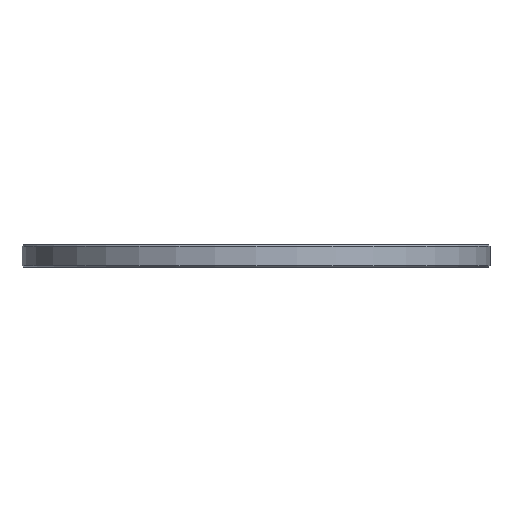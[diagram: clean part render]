
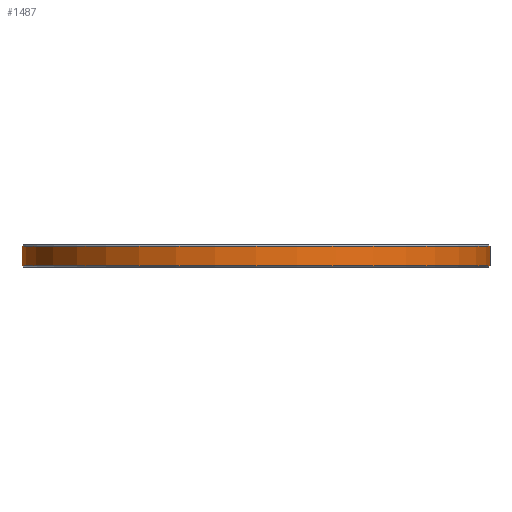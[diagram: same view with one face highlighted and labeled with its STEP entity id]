
A CAD part, front view. The second image highlights one B-rep face of the part: STEP entity #1487.
In plain terms, the highlighted cylindrical face has radius 212.5 mm (diameter 425 mm), a partial arc.
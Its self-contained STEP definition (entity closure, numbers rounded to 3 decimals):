
#225 = ORIENTED_EDGE ( 'NONE', *, *, #1622, .T. ) ;
#326 = DIRECTION ( 'NONE',  ( 1., 0., 0. ) ) ;
#328 = DIRECTION ( 'NONE',  ( 0., 0., 1. ) ) ;
#329 = CARTESIAN_POINT ( 'NONE',  ( 0., 0., -1. ) ) ;
#334 = DIRECTION ( 'NONE',  ( 1., 0., 0. ) ) ;
#336 = DIRECTION ( 'NONE',  ( 0., 0., 1. ) ) ;
#338 = CARTESIAN_POINT ( 'NONE',  ( 0., 0., -19. ) ) ;
#346 = VECTOR ( 'NONE', #834, 1000. ) ;
#442 = VERTEX_POINT ( 'NONE', #1000 ) ;
#481 = EDGE_LOOP ( 'NONE', ( #852, #872, #225, #488 ) ) ;
#488 = ORIENTED_EDGE ( 'NONE', *, *, #1759, .F. ) ;
#660 = VERTEX_POINT ( 'NONE', #2239 ) ;
#735 = AXIS2_PLACEMENT_3D ( 'NONE', #1471, #1469, #1456 ) ;
#827 = CARTESIAN_POINT ( 'NONE',  ( 212.5, 0., 0. ) ) ;
#834 = DIRECTION ( 'NONE',  ( 0., 0., 1. ) ) ;
#852 = ORIENTED_EDGE ( 'NONE', *, *, #1537, .F. ) ;
#872 = ORIENTED_EDGE ( 'NONE', *, *, #1757, .T. ) ;
#876 = LINE ( 'NONE', #1107, #1754 ) ;
#892 = LINE ( 'NONE', #827, #346 ) ;
#1000 = CARTESIAN_POINT ( 'NONE',  ( -212.5, 0., -1. ) ) ;
#1022 = AXIS2_PLACEMENT_3D ( 'NONE', #329, #328, #326 ) ;
#1098 = DIRECTION ( 'NONE',  ( 0., 0., 1. ) ) ;
#1107 = CARTESIAN_POINT ( 'NONE',  ( -212.5, 0., 0. ) ) ;
#1142 = VERTEX_POINT ( 'NONE', #1807 ) ;
#1165 = AXIS2_PLACEMENT_3D ( 'NONE', #338, #336, #334 ) ;
#1236 = CIRCLE ( 'NONE', #1022, 212.5 ) ;
#1456 = DIRECTION ( 'NONE',  ( 1., 0., 0. ) ) ;
#1469 = DIRECTION ( 'NONE',  ( 0., 0., 1. ) ) ;
#1471 = CARTESIAN_POINT ( 'NONE',  ( 0., 0., 0. ) ) ;
#1487 = ADVANCED_FACE ( 'NONE', ( #1740 ), #1815, .T. ) ;
#1537 = EDGE_CURVE ( 'NONE', #2224, #442, #876, .T. ) ;
#1622 = EDGE_CURVE ( 'NONE', #660, #1142, #892, .T. ) ;
#1740 = FACE_OUTER_BOUND ( 'NONE', #481, .T. ) ;
#1754 = VECTOR ( 'NONE', #1098, 1000. ) ;
#1757 = EDGE_CURVE ( 'NONE', #2224, #660, #2153, .T. ) ;
#1759 = EDGE_CURVE ( 'NONE', #442, #1142, #1236, .T. ) ;
#1807 = CARTESIAN_POINT ( 'NONE',  ( 212.5, 0., -1. ) ) ;
#1815 = CYLINDRICAL_SURFACE ( 'NONE', #735, 212.5 ) ;
#1933 = CARTESIAN_POINT ( 'NONE',  ( -212.5, 0., -19. ) ) ;
#2153 = CIRCLE ( 'NONE', #1165, 212.5 ) ;
#2224 = VERTEX_POINT ( 'NONE', #1933 ) ;
#2239 = CARTESIAN_POINT ( 'NONE',  ( 212.5, 0., -19. ) ) ;
